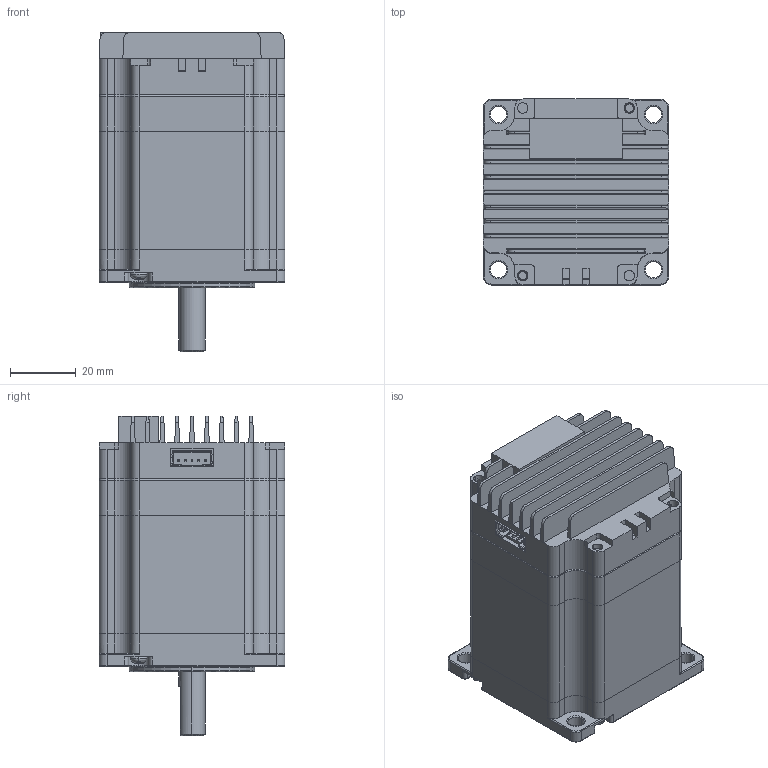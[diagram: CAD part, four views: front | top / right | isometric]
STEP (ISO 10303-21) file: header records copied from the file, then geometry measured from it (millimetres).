
FILE_DESCRIPTION (( 'STEP AP214' ), '1' );
FILE_NAME ('2025-04-16_DD57.STEP', '2025-04-16T04:45:36', ( '' ), ( '' ), 'SwSTEP 2.0', 'SolidWorks 2020', '' );
FILE_SCHEMA (( 'AUTOMOTIVE_DESIGN' ));
Length unit declared in the file: millimetre
Products named in the file (13): PCBA DD57; 2025-04-16_DD57; PCBA_DD57; TMC2590SLDPRT; 150uF-80V cap; LQFP48_STM32; 4mm magnet holder; JST 5pin; 4x4 magnet; TSSOP-16-1; Heatsink_cover; NEMA 23HS7430; FDD8424H Dual mosfet
Assembly tree (16 placements, depth 3):
  2025-04-16_DD57
    NEMA 23HS7430
    Heatsink_cover
    4mm magnet holder
    4x4 magnet
    PCBA DD57
      JST 5pin
      PCBA_DD57
      TSSOP-16-1
      TMC2590SLDPRT
      150uF-80V cap  x2
      FDD8424H Dual mosfet  x4
      LQFP48_STM32
Bounding box: 56.4 x 56.4 x 97 mm (x, y, z)
Volume: 185366.9 mm3; surface area: 56702.2 mm2
Topology: 124 solids, 124 shells, 2874 faces, 7278 edges, 4681 vertices
Faces by surface type: plane 1764, cylinder 821, bspline 152, torus 98, cone 39
Entity records: 83763 total; most frequent: CARTESIAN_POINT 20481, ORIENTED_EDGE 13160, DIRECTION 12088, EDGE_CURVE 6580, VERTEX_POINT 4221, AXIS2_PLACEMENT_3D 4080, LINE 3928, VECTOR 3928
